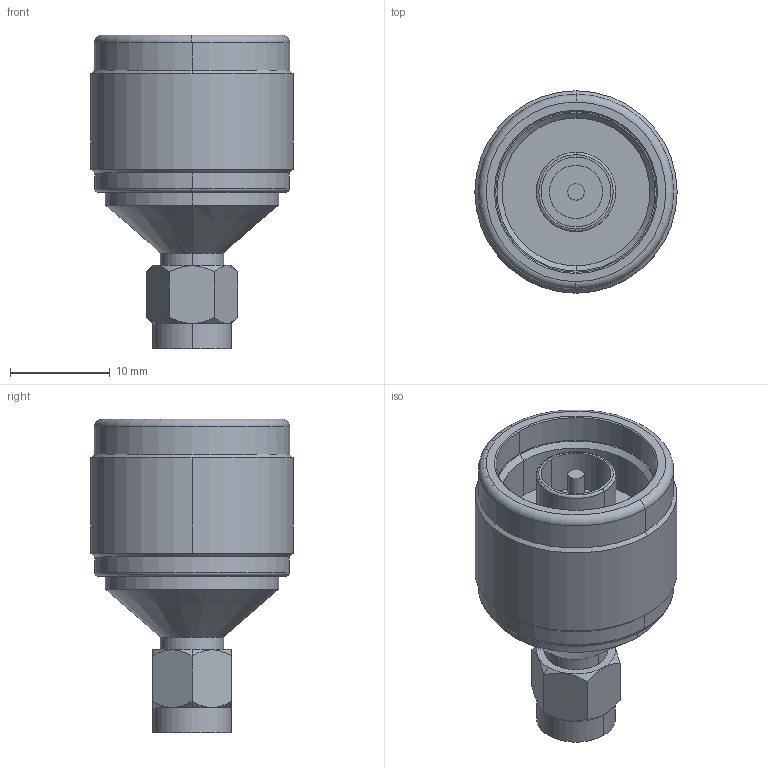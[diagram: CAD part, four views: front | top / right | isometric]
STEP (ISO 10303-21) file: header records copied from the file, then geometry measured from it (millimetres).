
FILE_DESCRIPTION (( 'STEP AP203' ), '1' );
FILE_NAME ('FMAD1297_3D.STEP', '2022-03-18T22:47:48', ( '' ), ( '' ), 'SwSTEP 2.0', 'SolidWorks 2021', '' );
FILE_SCHEMA (( 'CONFIG_CONTROL_DESIGN' ));
Length unit declared in the file: millimetre
Products named in the file (1): FMAD1297_3D
Bounding box: 20.3 x 20.3 x 31.52 mm (x, y, z)
Volume: 4975.4 mm3; surface area: 2733.4 mm2
Topology: 1 solids, 1 shells, 77 faces, 168 edges, 106 vertices
Faces by surface type: cylinder 34, plane 21, cone 16, torus 6
Entity records: 2419 total; most frequent: CARTESIAN_POINT 580, DIRECTION 412, ORIENTED_EDGE 336, AXIS2_PLACEMENT_3D 178, EDGE_CURVE 168, VERTEX_POINT 106, CIRCLE 100, EDGE_LOOP 90
